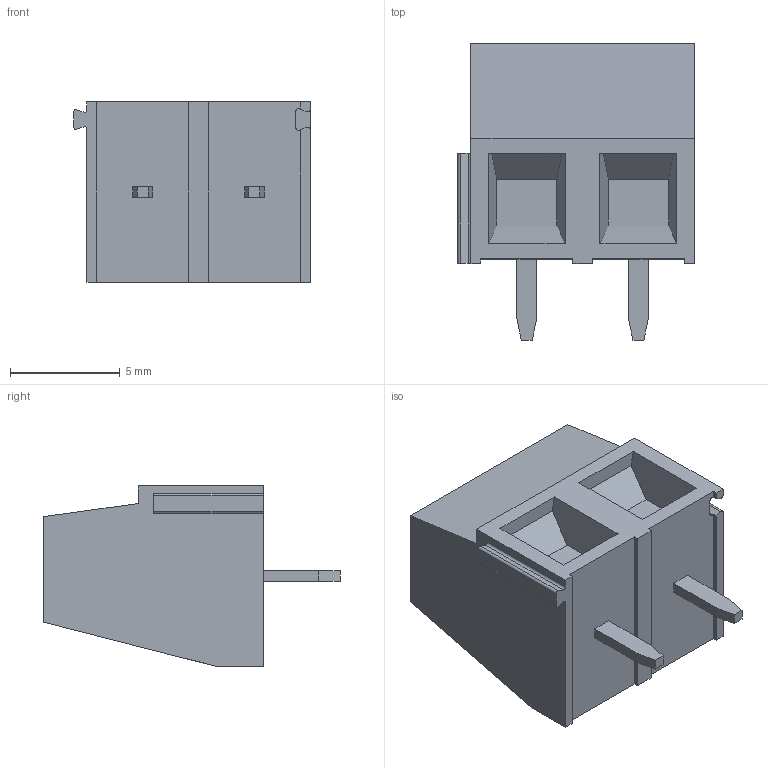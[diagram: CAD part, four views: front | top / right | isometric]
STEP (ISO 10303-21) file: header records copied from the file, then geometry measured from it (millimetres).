
FILE_DESCRIPTION(/* description */ (''),/* implementation_level */ '2;1');
FILE_NAME(/* name */ '2PinTerminalBlock.step',/* time_stamp */ '2019-08-10T09:19:32-04:00',/* author */ (''),/* organization */ (''),/* preprocessor_version */ 'ST-DEVELOPER v18',/* originating_system */ 'Autodesk Translation Framework v8.2.0.1029',/* authorisation */ '');
FILE_SCHEMA (('AUTOMOTIVE_DESIGN { 1 0 10303 214 3 1 1 }'));
Length unit declared in the file: millimetre
Products named in the file (1): c-282837-2-g2-3d
Bounding box: 10.76 x 13.5 x 8.2 mm (x, y, z)
Volume: 627.3 mm3; surface area: 600.4 mm2
Topology: 1 solids, 1 shells, 89 faces, 242 edges, 162 vertices
Faces by surface type: plane 78, cylinder 11
Full cylindrical faces by diameter (mm): 1 x1, 3.4 x2
Entity records: 2850 total; most frequent: CARTESIAN_POINT 494, ORIENTED_EDGE 484, DIRECTION 454, EDGE_CURVE 242, LINE 210, VECTOR 210, VERTEX_POINT 162, AXIS2_PLACEMENT_3D 122
